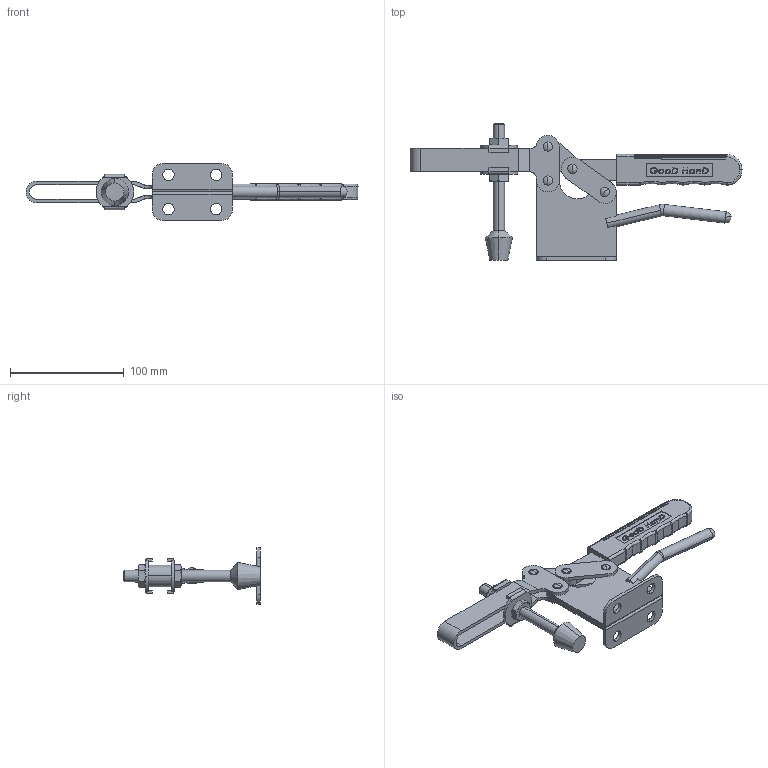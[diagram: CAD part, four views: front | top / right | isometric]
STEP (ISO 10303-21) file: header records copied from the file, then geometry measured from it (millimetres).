
FILE_DESCRIPTION (( 'STEP AP214' ), '1' );
FILE_NAME ('GH-220-WLH.STEP', '2022-10-27T08:30:31', ( '' ), ( '' ), 'SwSTEP 2.0', 'SolidWorks 2016', '' );
FILE_SCHEMA (( 'AUTOMOTIVE_DESIGN' ));
Length unit declared in the file: millimetre
Products named in the file (15): 1200WH14_1; 1220WH73; for 21382_1; Hexagon Nut_3_JIS_JIS B 1181 Hexagon nut - Class 3 Finished M10 --N_1; 蔉扞1200W05; 7410120; Cross Recessed Countersunk Head Screw_JIS_JIS 1111 Cross recessed countersunk head screw - M5 x 10 - Z --10N; fw380; 1200W05; GH-220-WLH; 蔉扞1200WH14_1; 1200WL09; GH-200-W 6.35-12; 1200W01; GH-220-WH base
Assembly tree (19 placements, depth 3):
  GH-220-WLH
    1200W05
    1200W01
    蔉扞1200W05
    GH-200-W 6.35-12  x4
    fw380  x2
    Hexagon Nut_3_JIS_JIS B 1181 Hexagon nut - Class 3 Finished M10 --N_1  x2
    Cross Recessed Countersunk Head Screw_JIS_JIS 1111 Cross recessed countersunk head screw - M5 x 10 - Z --10N
    for 21382_1
    1200WL09
    GH-220-WH base
      1200WH14_1
      蔉扞1200WH14_1
      1220WH73
    7410120
Bounding box: 291.4 x 120 x 50 mm (x, y, z)
Volume: 135876 mm3; surface area: 85109.1 mm2
Topology: 18 solids, 18 shells, 1448 faces, 4105 edges, 2703 vertices
Faces by surface type: plane 841, cylinder 473, bspline 86, cone 48
Entity records: 52956 total; most frequent: CARTESIAN_POINT 12775, ORIENTED_EDGE 7864, DIRECTION 7333, EDGE_CURVE 3932, VECTOR 2789, LINE 2789, VERTEX_POINT 2602, AXIS2_PLACEMENT_3D 2272
